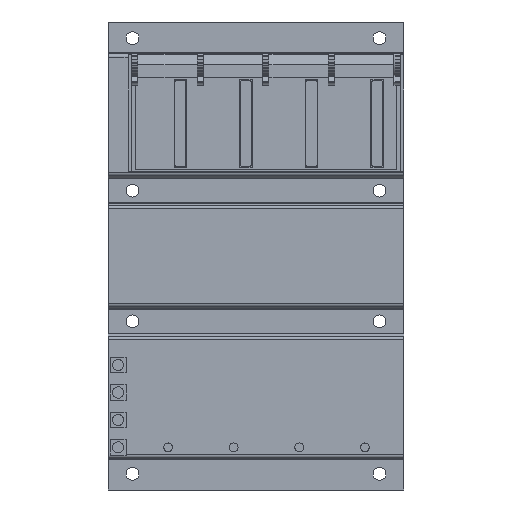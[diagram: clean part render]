
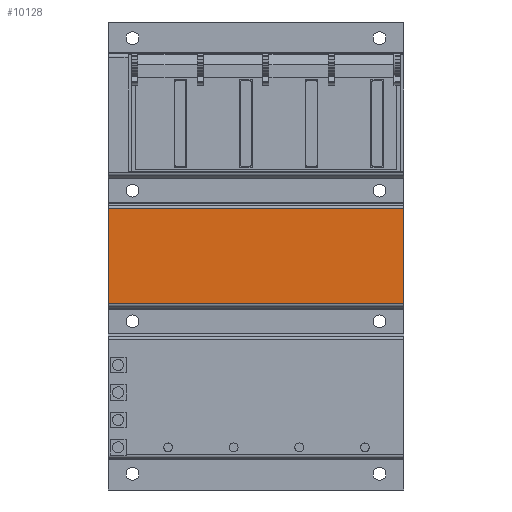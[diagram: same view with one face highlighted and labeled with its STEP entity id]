
A CAD part, front view. The second image highlights one B-rep face of the part: STEP entity #10128.
In plain terms, the highlighted planar face has unit normal (0, -1, 0).
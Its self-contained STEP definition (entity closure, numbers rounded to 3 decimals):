
#10065=CARTESIAN_POINT('POINT6491',(183.,-5.16,
   -29.444));
#10066=VERTEX_POINT('VERTEX6491',#10065);
#10074=CARTESIAN_POINT('POINT6492',(0.,
   -5.16,-29.444));
#10075=VERTEX_POINT('VERTEX6492',#10074);
#10076=CARTESIAN_POINT('POS11681',(0.,
   -5.16,-29.444));
#10077=DIRECTION('DIR17183',(1.,0.,
   0.));
#10078=VECTOR('VEC6179',#10077,1.);
#10079=LINE('STRAIGHT6179',#10076,#10078);
#10080=EDGE_CURVE('EDGE9907',#10075,#10066,#10079,.T.);
#10098=CARTESIAN_POINT('POINT6493',(183.,-5.16,
   29.444));
#10099=VERTEX_POINT('VERTEX6493',#10098);
#10100=CARTESIAN_POINT('POS11684',(183.,-5.16,
   -29.444));
#10101=DIRECTION('DIR17188',(0.,0.,
   1.));
#10102=VECTOR('VEC6180',#10101,1.);
#10103=LINE('STRAIGHT6180',#10100,#10102);
#10104=EDGE_CURVE('EDGE9909',#10066,#10099,#10103,.T.);
#10105=ORIENTED_EDGE('COEDGE19729',*,*,#10104,.T.);
#10106=CARTESIAN_POINT('POINT6494',(0.,
   -5.16,29.444));
#10107=VERTEX_POINT('VERTEX6494',#10106);
#10108=CARTESIAN_POINT('POS11685',(0.,
   -5.16,29.444));
#10109=DIRECTION('DIR17189',(1.,0.,
   0.));
#10110=VECTOR('VEC6181',#10109,1.);
#10111=LINE('STRAIGHT6181',#10108,#10110);
#10112=EDGE_CURVE('EDGE9910',#10107,#10099,#10111,.T.);
#10113=ORIENTED_EDGE('COEDGE19730',*,*,#10112,.F.);
#10114=CARTESIAN_POINT('POS11686',(0.,
   -5.16,-29.444));
#10115=DIRECTION('DIR17190',(0.,0.,
   1.));
#10116=VECTOR('VEC6182',#10115,1.);
#10117=LINE('STRAIGHT6182',#10114,#10116);
#10118=EDGE_CURVE('EDGE9911',#10075,#10107,#10117,.T.);
#10119=ORIENTED_EDGE('COEDGE19731',*,*,#10118,.F.);
#10120=ORIENTED_EDGE('COEDGE19732',*,*,#10080,.T.);
#10121=EDGE_LOOP('NONE',(#10105,#10113,#10119,#10120));
#10122=FACE_BOUND('LOOP1',#10121,.T.);
#10123=CARTESIAN_POINT('POS11687',(0.,
   -5.16,-29.444));
#10124=DIRECTION('DIR17191',(0.,-1.,0.))
   ;
#10125=DIRECTION('DIR17192',(1.,0.,0.));
#10126=AXIS2_PLACEMENT_3D('AXIS5505',#10123,#10124,#10125);
#10127=PLANE('PLANE2022',#10126);
#10128=ADVANCED_FACE('FACE3912',(#10122),#10127,.T.);
